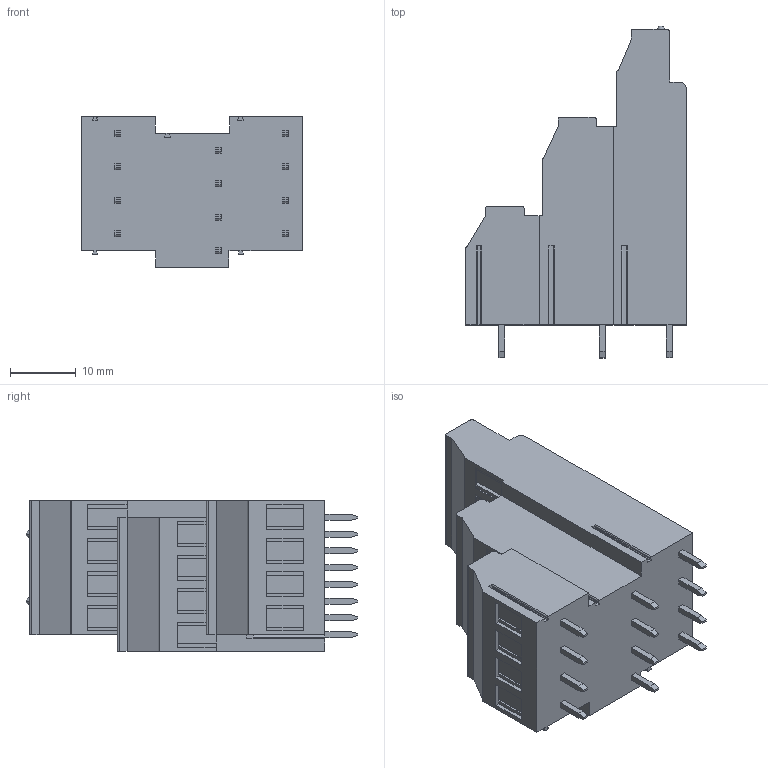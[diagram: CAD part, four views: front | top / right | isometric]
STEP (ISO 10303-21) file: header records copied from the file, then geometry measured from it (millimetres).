
FILE_DESCRIPTION((''),'2;1');
FILE_NAME('TL324VH3-XXP-XS','2025-01-09T17:03:46',('yanfa'),(''),'CREO PARAMETRIC BY PTC INC, 2018100','CREO PARAMETRIC BY PTC INC, 2018100','');
FILE_SCHEMA(('CONFIG_CONTROL_DESIGN','SHAPE_APPEARANCE_LAYERS_GROUPS'));
Length unit declared in the file: millimetre
Products named in the file (1): TL324VH3-XXP-XS
Bounding box: 33.4 x 50.3 x 22.86 mm (x, y, z)
Volume: 19034.4 mm3; surface area: 6909.5 mm2
Topology: 1 solids, 13 shells, 545 faces, 1446 edges, 953 vertices
Faces by surface type: plane 443, cylinder 74, torus 24, sphere 4
Entity records: 16904 total; most frequent: CARTESIAN_POINT 3204, ORIENTED_EDGE 2884, DIRECTION 2712, EDGE_CURVE 1442, VECTOR 1166, LINE 1166, VERTEX_POINT 953, AXIS2_PLACEMENT_3D 773
